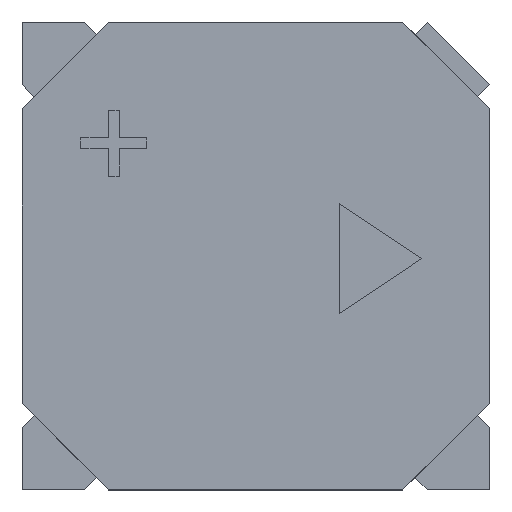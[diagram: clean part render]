
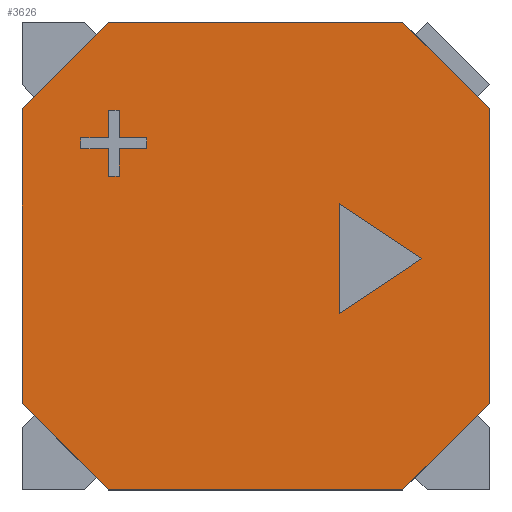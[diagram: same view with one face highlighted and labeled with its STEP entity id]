
A CAD part, top view. The second image highlights one B-rep face of the part: STEP entity #3626.
In plain terms, the highlighted planar face has unit normal (0, 0, 1).
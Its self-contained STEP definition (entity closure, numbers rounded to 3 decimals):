
#25=FACE_BOUND('',#434,.T.);
#26=FACE_BOUND('',#435,.T.);
#242=FACE_OUTER_BOUND('',#433,.T.);
#433=EDGE_LOOP('',(#3072,#3073,#3074,#3075,#3076,#3077,#3078,#3079));
#434=EDGE_LOOP('',(#3080,#3081,#3082));
#435=EDGE_LOOP('',(#3083,#3084,#3085,#3086,#3087,#3088,#3089,#3090,#3091,
#3092,#3093,#3094));
#804=LINE('',#5484,#1298);
#808=LINE('',#5492,#1302);
#811=LINE('',#5497,#1305);
#813=LINE('',#5503,#1307);
#817=LINE('',#5511,#1311);
#820=LINE('',#5517,#1314);
#823=LINE('',#5523,#1317);
#826=LINE('',#5529,#1320);
#829=LINE('',#5535,#1323);
#832=LINE('',#5541,#1326);
#835=LINE('',#5547,#1329);
#838=LINE('',#5553,#1332);
#841=LINE('',#5559,#1335);
#844=LINE('',#5565,#1338);
#847=LINE('',#5570,#1341);
#871=LINE('',#5620,#1365);
#872=LINE('',#5622,#1366);
#873=LINE('',#5624,#1367);
#874=LINE('',#5626,#1368);
#875=LINE('',#5628,#1369);
#876=LINE('',#5630,#1370);
#877=LINE('',#5632,#1371);
#878=LINE('',#5633,#1372);
#1298=VECTOR('',#4507,10.);
#1302=VECTOR('',#4513,10.);
#1305=VECTOR('',#4518,10.);
#1307=VECTOR('',#4524,10.);
#1311=VECTOR('',#4530,10.);
#1314=VECTOR('',#4535,10.);
#1317=VECTOR('',#4540,10.);
#1320=VECTOR('',#4545,10.);
#1323=VECTOR('',#4550,10.);
#1326=VECTOR('',#4555,10.);
#1329=VECTOR('',#4560,10.);
#1332=VECTOR('',#4565,10.);
#1335=VECTOR('',#4570,10.);
#1338=VECTOR('',#4575,10.);
#1341=VECTOR('',#4580,10.);
#1365=VECTOR('',#4620,2.221);
#1366=VECTOR('',#4621,5.359);
#1367=VECTOR('',#4622,2.221);
#1368=VECTOR('',#4623,5.359);
#1369=VECTOR('',#4624,2.221);
#1370=VECTOR('',#4625,5.359);
#1371=VECTOR('',#4626,2.221);
#1372=VECTOR('',#4627,5.359);
#1683=VERTEX_POINT('',#5482);
#1684=VERTEX_POINT('',#5483);
#1687=VERTEX_POINT('',#5491);
#1689=VERTEX_POINT('',#5501);
#1690=VERTEX_POINT('',#5502);
#1693=VERTEX_POINT('',#5510);
#1695=VERTEX_POINT('',#5516);
#1697=VERTEX_POINT('',#5522);
#1699=VERTEX_POINT('',#5528);
#1701=VERTEX_POINT('',#5534);
#1703=VERTEX_POINT('',#5540);
#1705=VERTEX_POINT('',#5546);
#1707=VERTEX_POINT('',#5552);
#1709=VERTEX_POINT('',#5558);
#1711=VERTEX_POINT('',#5564);
#1729=VERTEX_POINT('',#5618);
#1730=VERTEX_POINT('',#5619);
#1731=VERTEX_POINT('',#5621);
#1732=VERTEX_POINT('',#5623);
#1733=VERTEX_POINT('',#5625);
#1734=VERTEX_POINT('',#5627);
#1735=VERTEX_POINT('',#5629);
#1736=VERTEX_POINT('',#5631);
#2128=EDGE_CURVE('',#1683,#1684,#804,.T.);
#2132=EDGE_CURVE('',#1687,#1683,#808,.T.);
#2135=EDGE_CURVE('',#1684,#1687,#811,.T.);
#2137=EDGE_CURVE('',#1689,#1690,#813,.T.);
#2141=EDGE_CURVE('',#1693,#1689,#817,.T.);
#2144=EDGE_CURVE('',#1695,#1693,#820,.T.);
#2147=EDGE_CURVE('',#1697,#1695,#823,.T.);
#2150=EDGE_CURVE('',#1699,#1697,#826,.T.);
#2153=EDGE_CURVE('',#1701,#1699,#829,.T.);
#2156=EDGE_CURVE('',#1703,#1701,#832,.T.);
#2159=EDGE_CURVE('',#1705,#1703,#835,.T.);
#2162=EDGE_CURVE('',#1707,#1705,#838,.T.);
#2165=EDGE_CURVE('',#1709,#1707,#841,.T.);
#2168=EDGE_CURVE('',#1711,#1709,#844,.T.);
#2171=EDGE_CURVE('',#1690,#1711,#847,.T.);
#2195=EDGE_CURVE('',#1729,#1730,#871,.T.);
#2196=EDGE_CURVE('',#1731,#1729,#872,.T.);
#2197=EDGE_CURVE('',#1732,#1731,#873,.T.);
#2198=EDGE_CURVE('',#1733,#1732,#874,.T.);
#2199=EDGE_CURVE('',#1734,#1733,#875,.T.);
#2200=EDGE_CURVE('',#1735,#1734,#876,.T.);
#2201=EDGE_CURVE('',#1736,#1735,#877,.T.);
#2202=EDGE_CURVE('',#1730,#1736,#878,.T.);
#3072=ORIENTED_EDGE('',*,*,#2195,.F.);
#3073=ORIENTED_EDGE('',*,*,#2196,.F.);
#3074=ORIENTED_EDGE('',*,*,#2197,.F.);
#3075=ORIENTED_EDGE('',*,*,#2198,.F.);
#3076=ORIENTED_EDGE('',*,*,#2199,.F.);
#3077=ORIENTED_EDGE('',*,*,#2200,.F.);
#3078=ORIENTED_EDGE('',*,*,#2201,.F.);
#3079=ORIENTED_EDGE('',*,*,#2202,.F.);
#3080=ORIENTED_EDGE('',*,*,#2128,.T.);
#3081=ORIENTED_EDGE('',*,*,#2135,.T.);
#3082=ORIENTED_EDGE('',*,*,#2132,.T.);
#3083=ORIENTED_EDGE('',*,*,#2137,.T.);
#3084=ORIENTED_EDGE('',*,*,#2171,.T.);
#3085=ORIENTED_EDGE('',*,*,#2168,.T.);
#3086=ORIENTED_EDGE('',*,*,#2165,.T.);
#3087=ORIENTED_EDGE('',*,*,#2162,.T.);
#3088=ORIENTED_EDGE('',*,*,#2159,.T.);
#3089=ORIENTED_EDGE('',*,*,#2156,.T.);
#3090=ORIENTED_EDGE('',*,*,#2153,.T.);
#3091=ORIENTED_EDGE('',*,*,#2150,.T.);
#3092=ORIENTED_EDGE('',*,*,#2147,.T.);
#3093=ORIENTED_EDGE('',*,*,#2144,.T.);
#3094=ORIENTED_EDGE('',*,*,#2141,.T.);
#3437=PLANE('',#3855);
#3626=ADVANCED_FACE('',(#242,#25,#26),#3437,.F.);
#3855=AXIS2_PLACEMENT_3D('',#5617,#4618,#4619);
#4507=DIRECTION('',(0.832,0.555,0.));
#4513=DIRECTION('',(-0.832,0.555,0.));
#4518=DIRECTION('',(0.,-1.,0.));
#4524=DIRECTION('',(0.,1.,0.));
#4530=DIRECTION('',(1.,0.,0.));
#4535=DIRECTION('',(0.,1.,0.));
#4540=DIRECTION('',(-1.,0.,0.));
#4545=DIRECTION('',(0.,1.,0.));
#4550=DIRECTION('',(-1.,0.,0.));
#4555=DIRECTION('',(0.,-1.,0.));
#4560=DIRECTION('',(-1.,0.,0.));
#4565=DIRECTION('',(0.,-1.,0.));
#4570=DIRECTION('',(1.,0.,0.));
#4575=DIRECTION('',(0.,-1.,0.));
#4580=DIRECTION('',(1.,0.,0.));
#4618=DIRECTION('center_axis',(0.,0.,-1.));
#4619=DIRECTION('ref_axis',(-1.,0.,0.));
#4620=DIRECTION('',(-0.707,-0.707,0.));
#4621=DIRECTION('',(0.,-1.,0.));
#4622=DIRECTION('',(0.707,-0.707,0.));
#4623=DIRECTION('',(1.,0.,0.));
#4624=DIRECTION('',(0.707,0.707,0.));
#4625=DIRECTION('',(0.,1.,0.));
#4626=DIRECTION('',(-0.707,0.707,0.));
#4627=DIRECTION('',(-1.,0.,0.));
#5482=CARTESIAN_POINT('',(-3.041,0.092,1.513));
#5483=CARTESIAN_POINT('',(-1.541,1.092,1.513));
#5484=CARTESIAN_POINT('',(-2.006,0.782,1.513));
#5491=CARTESIAN_POINT('',(-1.541,-0.908,1.513));
#5492=CARTESIAN_POINT('',(-1.235,-1.112,1.513));
#5497=CARTESIAN_POINT('',(-1.541,0.569,1.513));
#5501=CARTESIAN_POINT('',(2.459,-1.908,1.513));
#5502=CARTESIAN_POINT('',(2.459,-1.408,1.513));
#5503=CARTESIAN_POINT('',(2.459,-0.931,1.513));
#5510=CARTESIAN_POINT('',(1.959,-1.908,1.513));
#5511=CARTESIAN_POINT('',(0.969,-1.908,1.513));
#5516=CARTESIAN_POINT('',(1.959,-2.108,1.513));
#5517=CARTESIAN_POINT('',(1.959,-1.031,1.513));
#5522=CARTESIAN_POINT('',(2.459,-2.108,1.513));
#5523=CARTESIAN_POINT('',(1.219,-2.108,1.513));
#5528=CARTESIAN_POINT('',(2.459,-2.608,1.513));
#5529=CARTESIAN_POINT('',(2.459,-1.281,1.513));
#5534=CARTESIAN_POINT('',(2.659,-2.608,1.513));
#5535=CARTESIAN_POINT('',(1.319,-2.608,1.513));
#5540=CARTESIAN_POINT('',(2.659,-2.108,1.513));
#5541=CARTESIAN_POINT('',(2.659,-1.031,1.513));
#5546=CARTESIAN_POINT('',(3.159,-2.108,1.513));
#5547=CARTESIAN_POINT('',(1.569,-2.108,1.513));
#5552=CARTESIAN_POINT('',(3.159,-1.908,1.513));
#5553=CARTESIAN_POINT('',(3.159,-0.931,1.513));
#5558=CARTESIAN_POINT('',(2.659,-1.908,1.513));
#5559=CARTESIAN_POINT('',(1.319,-1.908,1.513));
#5564=CARTESIAN_POINT('',(2.659,-1.408,1.513));
#5565=CARTESIAN_POINT('',(2.659,-0.681,1.513));
#5570=CARTESIAN_POINT('',(1.219,-1.408,1.513));
#5617=CARTESIAN_POINT('Origin',(-0.021,0.046,
1.513));
#5618=CARTESIAN_POINT('',(4.229,-2.634,1.513));
#5619=CARTESIAN_POINT('',(2.659,-4.204,1.513));
#5620=CARTESIAN_POINT('',(4.229,-2.634,1.513));
#5621=CARTESIAN_POINT('',(4.229,2.726,1.513));
#5622=CARTESIAN_POINT('',(4.229,0.046,1.513));
#5623=CARTESIAN_POINT('',(2.659,4.296,1.513));
#5624=CARTESIAN_POINT('',(2.659,4.296,1.513));
#5625=CARTESIAN_POINT('',(-2.7,4.296,1.513));
#5626=CARTESIAN_POINT('',(-0.021,4.296,1.513));
#5627=CARTESIAN_POINT('',(-4.271,2.726,1.513));
#5628=CARTESIAN_POINT('',(-4.271,2.726,1.513));
#5629=CARTESIAN_POINT('',(-4.271,-2.634,1.513));
#5630=CARTESIAN_POINT('',(-4.271,0.046,1.513));
#5631=CARTESIAN_POINT('',(-2.7,-4.204,1.513));
#5632=CARTESIAN_POINT('',(-2.7,-4.204,1.513));
#5633=CARTESIAN_POINT('',(-0.021,-4.204,1.513));
